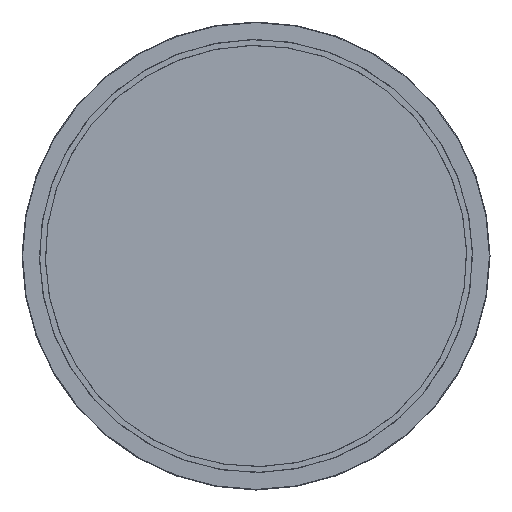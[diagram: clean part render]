
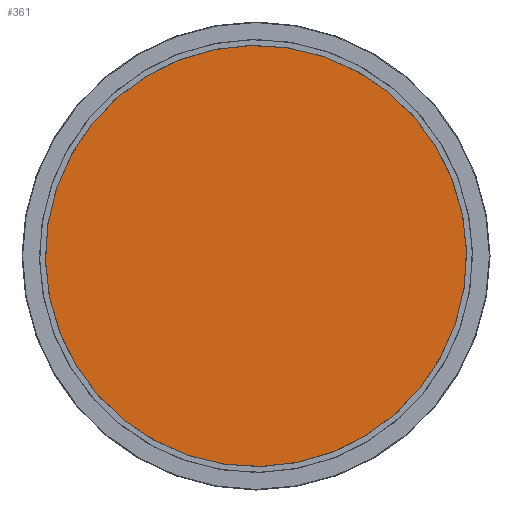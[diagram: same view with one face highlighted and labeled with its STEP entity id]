
A CAD part, front view. The second image highlights one B-rep face of the part: STEP entity #361.
In plain terms, the highlighted face is planar.
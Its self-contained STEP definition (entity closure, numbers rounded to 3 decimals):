
#51=PLANE('',#486);
#95=FACE_OUTER_BOUND('',#120,.T.);
#120=EDGE_LOOP('',(#320));
#156=CIRCLE('',#483,36.);
#191=VERTEX_POINT('',#724);
#234=EDGE_CURVE('',#191,#191,#156,.T.);
#320=ORIENTED_EDGE('',*,*,#234,.T.);
#361=ADVANCED_FACE('',(#95),#51,.T.);
#483=AXIS2_PLACEMENT_3D('',#725,#602,#603);
#486=AXIS2_PLACEMENT_3D('',#730,#609,#610);
#602=DIRECTION('center_axis',(0.,0.,1.));
#603=DIRECTION('ref_axis',(-1.,0.,0.));
#609=DIRECTION('center_axis',(0.,0.,1.));
#610=DIRECTION('ref_axis',(1.,0.,0.));
#724=CARTESIAN_POINT('',(36.,0.,12.5));
#725=CARTESIAN_POINT('Origin',(0.,0.,12.5));
#730=CARTESIAN_POINT('Origin',(0.,0.,
12.5));
